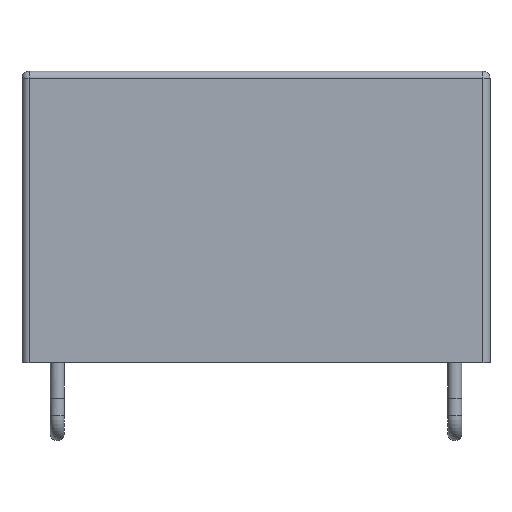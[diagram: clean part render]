
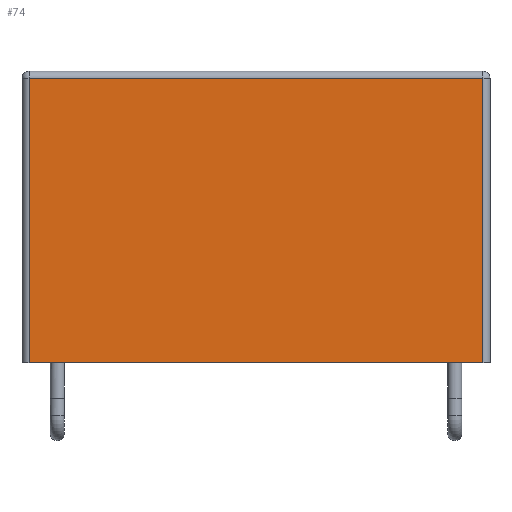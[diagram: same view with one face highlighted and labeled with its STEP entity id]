
A CAD part, top view. The second image highlights one B-rep face of the part: STEP entity #74.
In plain terms, the highlighted planar face has unit normal (0, 0, 1).
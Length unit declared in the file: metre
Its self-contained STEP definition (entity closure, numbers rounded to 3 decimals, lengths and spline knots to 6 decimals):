
#74 = ADVANCED_FACE( '', ( #166 ), #167, .F. );
#166 = FACE_OUTER_BOUND( '', #281, .T. );
#167 = PLANE( '', #282 );
#281 = EDGE_LOOP( '', ( #401, #402, #403, #404 ) );
#282 = AXIS2_PLACEMENT_3D( '', #405, #406, #407 );
#401 = ORIENTED_EDGE( '', *, *, #583, .T. );
#402 = ORIENTED_EDGE( '', *, *, #598, .T. );
#403 = ORIENTED_EDGE( '', *, *, #599, .T. );
#404 = ORIENTED_EDGE( '', *, *, #600, .T. );
#405 = CARTESIAN_POINT( '', ( 0., 0.0165, 0. ) );
#406 = DIRECTION( '', ( 0., 0., -1. ) );
#407 = DIRECTION( '', ( -1., 0., 0. ) );
#583 = EDGE_CURVE( '', #667, #665, #668, .T. );
#598 = EDGE_CURVE( '', #665, #690, #691, .F. );
#599 = EDGE_CURVE( '', #690, #692, #693, .F. );
#600 = EDGE_CURVE( '', #692, #667, #694, .T. );
#665 = VERTEX_POINT( '', #776 );
#667 = VERTEX_POINT( '', #778 );
#668 = LINE( '', #779, #780 );
#690 = VERTEX_POINT( '', #823 );
#691 = LINE( '', #824, #825 );
#692 = VERTEX_POINT( '', #826 );
#693 = LINE( '', #827, #828 );
#694 = LINE( '', #829, #830 );
#776 = CARTESIAN_POINT( '', ( 0.0261, 0., 0. ) );
#778 = CARTESIAN_POINT( '', ( 0.0004, 0., 0. ) );
#779 = CARTESIAN_POINT( '', ( 0., 0., 0. ) );
#780 = VECTOR( '', #919, 1. );
#823 = CARTESIAN_POINT( '', ( 0.0261, 0.0161, 0. ) );
#824 = CARTESIAN_POINT( '', ( 0.0261, 0.0165, 0. ) );
#825 = VECTOR( '', #935, 1. );
#826 = CARTESIAN_POINT( '', ( 0.0004, 0.0161, 0. ) );
#827 = CARTESIAN_POINT( '', ( 0., 0.0161, 0. ) );
#828 = VECTOR( '', #936, 1. );
#829 = CARTESIAN_POINT( '', ( 0.0004, 0.0165, 0. ) );
#830 = VECTOR( '', #937, 1. );
#919 = DIRECTION( '', ( 1., 0., 0. ) );
#935 = DIRECTION( '', ( 0., -1., 0. ) );
#936 = DIRECTION( '', ( 1., 0., 0. ) );
#937 = DIRECTION( '', ( 0., -1., 0. ) );
